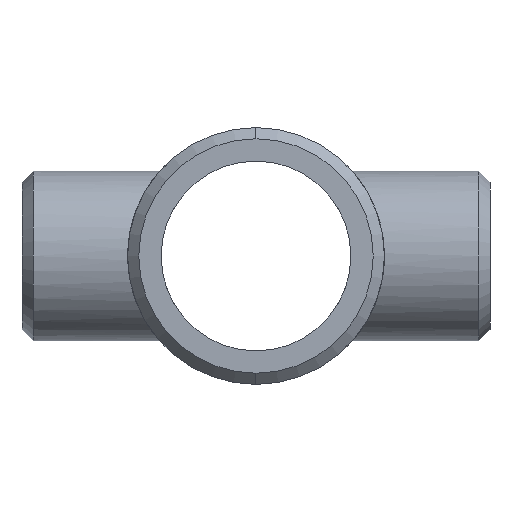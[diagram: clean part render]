
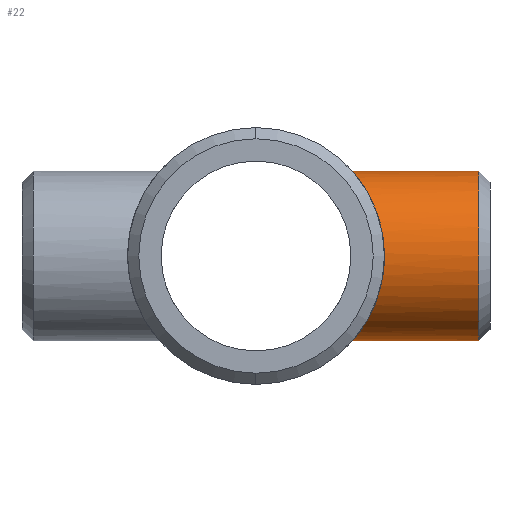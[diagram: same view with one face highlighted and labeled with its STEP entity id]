
A CAD part, left-side view. The second image highlights one B-rep face of the part: STEP entity #22.
In plain terms, the highlighted cylindrical face has radius 24.13 mm (diameter 48.26 mm), a partial arc.
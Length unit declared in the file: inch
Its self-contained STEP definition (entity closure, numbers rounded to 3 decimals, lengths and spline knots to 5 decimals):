
#1 = CARTESIAN_POINT ( 'NONE',  ( -0.01621, -1.07884, -0.95 ) ) ;
#8 = VERTEX_POINT ( 'NONE', #489 ) ;
#22 = ADVANCED_FACE ( 'NONE', ( #847 ), #392, .T. ) ;
#79 = CARTESIAN_POINT ( 'NONE',  ( -0.93681, -1.42881, 0.16094 ) ) ;
#95 = CARTESIAN_POINT ( 'NONE',  ( -0.2682, -1.11159, -0.91149 ) ) ;
#96 = CARTESIAN_POINT ( 'NONE',  ( 0., -1.07884, 0.95 ) ) ;
#99 = ORIENTED_EDGE ( 'NONE', *, *, #787, .T. ) ;
#113 = B_SPLINE_CURVE_WITH_KNOTS ( 'NONE', 3,
 ( #798, #442, #915, #618, #435, #528, #353, #458, #825, #158, #895, #994, #1190, #1091, #1167, #343, #712, #700, #707, #1070, #242, #1076, #1084, #610, #164, #535, #903, #79, #262, #449, #631, #275, #115, #202, #567, #376, #734, #286, #1105, #643, #933, #1025, #1013, #940, #471, #295, #663, #547, #477, #387, #183, #849, #745, #835, #919, #95, #463, #371, #1029, #197, #845, #1119, #830, #553, #1, #282 ),
 .UNSPECIFIED., .F., .F.,
 ( 4, 2, 2, 2, 2, 2, 2, 2, 2, 2, 2, 2, 2, 2, 2, 2, 2, 2, 2, 2, 2, 2, 2, 2, 2, 2, 2, 2, 2, 2, 2, 2, 4 ),
 ( 0.07788, 0.08274, 0.08395, 0.08516, 0.08759, 0.09002, 0.09244, 0.09487, 0.09608, 0.09729, 0.10215, 0.10457, 0.107, 0.11185, 0.11428, 0.11671, 0.11913, 0.12156, 0.12641, 0.12763, 0.12884, 0.13127, 0.13369, 0.13612, 0.14097, 0.1434, 0.14583, 0.14825, 0.14947, 0.15068, 0.15311, 0.15432, 0.15553 ),
 .UNSPECIFIED. ) ;
#115 = CARTESIAN_POINT ( 'NONE',  ( -0.94847, -1.43649, -0.06281 ) ) ;
#136 = LINE ( 'NONE', #232, #380 ) ;
#149 = DIRECTION ( 'NONE',  ( 0., 1., 0. ) ) ;
#158 = CARTESIAN_POINT ( 'NONE',  ( -0.3978, -1.14954, 0.86325 ) ) ;
#164 = CARTESIAN_POINT ( 'NONE',  ( -0.86176, -1.38074, 0.40105 ) ) ;
#167 = AXIS2_PLACEMENT_3D ( 'NONE', #943, #750, #561 ) ;
#170 = ORIENTED_EDGE ( 'NONE', *, *, #186, .F. ) ;
#183 = CARTESIAN_POINT ( 'NONE',  ( -0.47967, -1.18042, -0.82058 ) ) ;
#186 = EDGE_CURVE ( 'NONE', #729, #421, #136, .T. ) ;
#197 = CARTESIAN_POINT ( 'NONE',  ( -0.15996, -1.09021, -0.93698 ) ) ;
#202 = CARTESIAN_POINT ( 'NONE',  ( -0.94205, -1.43225, -0.12682 ) ) ;
#232 = CARTESIAN_POINT ( 'NONE',  ( 0., -2.62, -0.95 ) ) ;
#242 = CARTESIAN_POINT ( 'NONE',  ( -0.75116, -1.3143, 0.58476 ) ) ;
#262 = CARTESIAN_POINT ( 'NONE',  ( -0.94177, -1.43207, 0.12885 ) ) ;
#275 = CARTESIAN_POINT ( 'NONE',  ( -0.95004, -1.43752, -0.03083 ) ) ;
#282 = CARTESIAN_POINT ( 'NONE',  ( 0., -1.07884, -0.95 ) ) ;
#286 = CARTESIAN_POINT ( 'NONE',  ( -0.86854, -1.38501, -0.3852 ) ) ;
#295 = CARTESIAN_POINT ( 'NONE',  ( -0.71183, -1.29242, -0.62986 ) ) ;
#298 = DIRECTION ( 'NONE',  ( 0., 1., 0. ) ) ;
#343 = CARTESIAN_POINT ( 'NONE',  ( -0.61431, -1.24144, 0.72481 ) ) ;
#353 = CARTESIAN_POINT ( 'NONE',  ( -0.26712, -1.11133, 0.91181 ) ) ;
#368 = EDGE_CURVE ( 'NONE', #8, #1118, #605, .T. ) ;
#371 = CARTESIAN_POINT ( 'NONE',  ( -0.22238, -1.10142, -0.92374 ) ) ;
#376 = CARTESIAN_POINT ( 'NONE',  ( -0.91798, -1.41651, -0.25276 ) ) ;
#380 = VECTOR ( 'NONE', #298, 39.37008 ) ;
#385 = AXIS2_PLACEMENT_3D ( 'NONE', #708, #149, #612 ) ;
#387 = CARTESIAN_POINT ( 'NONE',  ( -0.50587, -1.19135, -0.80468 ) ) ;
#392 = CYLINDRICAL_SURFACE ( 'NONE', #167, 0.95 ) ;
#421 = VERTEX_POINT ( 'NONE', #1080 ) ;
#435 = CARTESIAN_POINT ( 'NONE',  ( -0.22141, -1.10123, 0.92397 ) ) ;
#442 = CARTESIAN_POINT ( 'NONE',  ( -0.06431, -1.07884, 0.95 ) ) ;
#449 = CARTESIAN_POINT ( 'NONE',  ( -0.94831, -1.43638, 0.06502 ) ) ;
#458 = CARTESIAN_POINT ( 'NONE',  ( -0.31188, -1.12265, 0.89789 ) ) ;
#463 = CARTESIAN_POINT ( 'NONE',  ( -0.25307, -1.10803, -0.91581 ) ) ;
#471 = CARTESIAN_POINT ( 'NONE',  ( -0.75072, -1.31424, -0.58296 ) ) ;
#477 = CARTESIAN_POINT ( 'NONE',  ( -0.5811, -1.22456, -0.75398 ) ) ;
#489 = CARTESIAN_POINT ( 'NONE',  ( 0., -2.495, 0.95 ) ) ;
#528 = CARTESIAN_POINT ( 'NONE',  ( -0.25202, -1.10779, 0.9161 ) ) ;
#535 = CARTESIAN_POINT ( 'NONE',  ( -0.8985, -1.40387, 0.3148 ) ) ;
#547 = CARTESIAN_POINT ( 'NONE',  ( -0.62732, -1.24745, -0.71595 ) ) ;
#550 = VECTOR ( 'NONE', #625, 39.37008 ) ;
#552 = CIRCLE ( 'NONE', #385, 0.95 ) ;
#553 = CARTESIAN_POINT ( 'NONE',  ( -0.03244, -1.07921, -0.94958 ) ) ;
#561 = DIRECTION ( 'NONE',  ( 0., 0., -1. ) ) ;
#567 = CARTESIAN_POINT ( 'NONE',  ( -0.93716, -1.42904, -0.15893 ) ) ;
#605 = LINE ( 'NONE', #972, #550 ) ;
#610 = CARTESIAN_POINT ( 'NONE',  ( -0.84802, -1.37219, 0.42932 ) ) ;
#612 = DIRECTION ( 'NONE',  ( 0., 0., -1. ) ) ;
#618 = CARTESIAN_POINT ( 'NONE',  ( -0.20586, -1.0982, 0.92757 ) ) ;
#625 = DIRECTION ( 'NONE',  ( 0., 1., 0. ) ) ;
#631 = CARTESIAN_POINT ( 'NONE',  ( -0.94996, -1.43747, 0.03309 ) ) ;
#642 = ORIENTED_EDGE ( 'NONE', *, *, #1022, .T. ) ;
#643 = CARTESIAN_POINT ( 'NONE',  ( -0.84846, -1.3725, -0.42762 ) ) ;
#663 = CARTESIAN_POINT ( 'NONE',  ( -0.69133, -1.28122, -0.65228 ) ) ;
#700 = CARTESIAN_POINT ( 'NONE',  ( -0.64816, -1.25854, 0.69471 ) ) ;
#707 = CARTESIAN_POINT ( 'NONE',  ( -0.65918, -1.26425, 0.68426 ) ) ;
#708 = CARTESIAN_POINT ( 'NONE',  ( 0., -2.495, 0. ) ) ;
#712 = CARTESIAN_POINT ( 'NONE',  ( -0.62573, -1.24714, 0.71497 ) ) ;
#729 = VERTEX_POINT ( 'NONE', #1182 ) ;
#734 = CARTESIAN_POINT ( 'NONE',  ( -0.8992, -1.40431, -0.31288 ) ) ;
#745 = CARTESIAN_POINT ( 'NONE',  ( -0.39848, -1.14977, -0.86293 ) ) ;
#750 = DIRECTION ( 'NONE',  ( 0., 1., 0. ) ) ;
#787 = EDGE_CURVE ( 'NONE', #1118, #421, #113, .T. ) ;
#798 = CARTESIAN_POINT ( 'NONE',  ( 0., -1.07884, 0.95 ) ) ;
#825 = CARTESIAN_POINT ( 'NONE',  ( -0.34097, -1.13113, 0.88724 ) ) ;
#830 = CARTESIAN_POINT ( 'NONE',  ( -0.06463, -1.08066, -0.94794 ) ) ;
#835 = CARTESIAN_POINT ( 'NONE',  ( -0.34196, -1.13143, -0.88685 ) ) ;
#845 = CARTESIAN_POINT ( 'NONE',  ( -0.12843, -1.086, -0.94182 ) ) ;
#847 = FACE_OUTER_BOUND ( 'NONE', #1138, .T. ) ;
#849 = CARTESIAN_POINT ( 'NONE',  ( -0.426, -1.15964, -0.84968 ) ) ;
#895 = CARTESIAN_POINT ( 'NONE',  ( -0.42566, -1.15952, 0.84985 ) ) ;
#903 = CARTESIAN_POINT ( 'NONE',  ( -0.9174, -1.41614, 0.25487 ) ) ;
#915 = CARTESIAN_POINT ( 'NONE',  ( -0.1277, -1.08463, 0.94354 ) ) ;
#919 = CARTESIAN_POINT ( 'NONE',  ( -0.31295, -1.12295, -0.89752 ) ) ;
#933 = CARTESIAN_POINT ( 'NONE',  ( -0.84137, -1.36813, -0.4414 ) ) ;
#940 = CARTESIAN_POINT ( 'NONE',  ( -0.76899, -1.32479, -0.55864 ) ) ;
#943 = CARTESIAN_POINT ( 'NONE',  ( 0., -2.62, 0. ) ) ;
#972 = CARTESIAN_POINT ( 'NONE',  ( 0., -2.62, 0.95 ) ) ;
#994 = CARTESIAN_POINT ( 'NONE',  ( -0.4794, -1.1803, 0.82074 ) ) ;
#1013 = CARTESIAN_POINT ( 'NONE',  ( -0.80323, -1.34495, -0.50818 ) ) ;
#1022 = EDGE_CURVE ( 'NONE', #729, #8, #552, .T. ) ;
#1025 = CARTESIAN_POINT ( 'NONE',  ( -0.8192, -1.35457, -0.48205 ) ) ;
#1029 = CARTESIAN_POINT ( 'NONE',  ( -0.20679, -1.09838, -0.92736 ) ) ;
#1070 = CARTESIAN_POINT ( 'NONE',  ( -0.71274, -1.29251, 0.63099 ) ) ;
#1076 = CARTESIAN_POINT ( 'NONE',  ( -0.80234, -1.34442, 0.50957 ) ) ;
#1080 = CARTESIAN_POINT ( 'NONE',  ( 0., -1.07884, -0.95 ) ) ;
#1083 = ORIENTED_EDGE ( 'NONE', *, *, #368, .T. ) ;
#1084 = CARTESIAN_POINT ( 'NONE',  ( -0.81832, -1.35404, 0.48353 ) ) ;
#1091 = CARTESIAN_POINT ( 'NONE',  ( -0.5553, -1.21316, 0.7714 ) ) ;
#1105 = CARTESIAN_POINT ( 'NONE',  ( -0.86204, -1.38094, -0.39953 ) ) ;
#1118 = VERTEX_POINT ( 'NONE', #96 ) ;
#1119 = CARTESIAN_POINT ( 'NONE',  ( -0.08064, -1.08174, -0.94671 ) ) ;
#1138 = EDGE_LOOP ( 'NONE', ( #642, #1083, #99, #170 ) ) ;
#1167 = CARTESIAN_POINT ( 'NONE',  ( -0.57941, -1.22442, 0.75345 ) ) ;
#1182 = CARTESIAN_POINT ( 'NONE',  ( 0., -2.495, -0.95 ) ) ;
#1190 = CARTESIAN_POINT ( 'NONE',  ( -0.50529, -1.1911, 0.80504 ) ) ;
